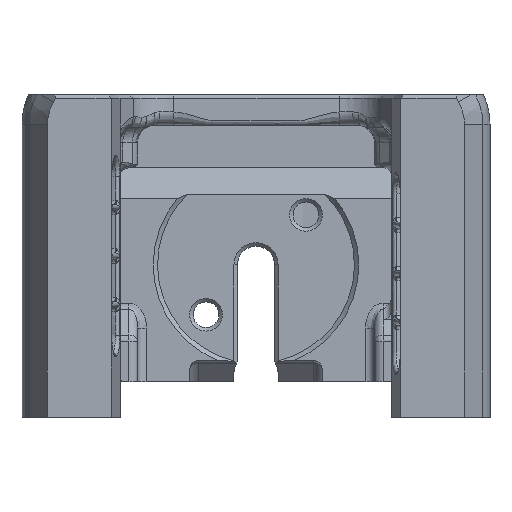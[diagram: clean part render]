
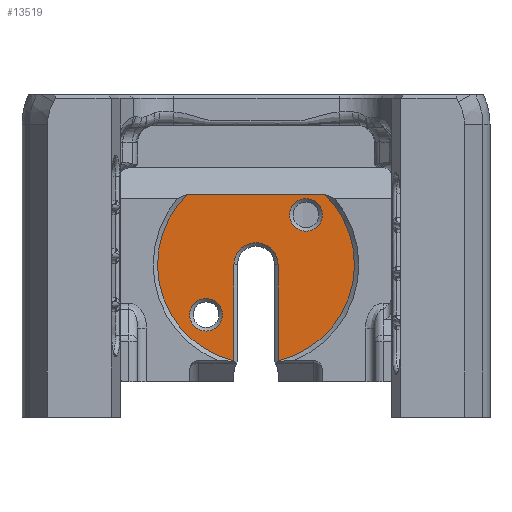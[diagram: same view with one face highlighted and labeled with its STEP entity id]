
A CAD part, front view. The second image highlights one B-rep face of the part: STEP entity #13519.
In plain terms, the highlighted planar face has unit normal (0, -1, 0).
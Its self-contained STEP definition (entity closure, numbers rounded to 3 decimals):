
#500=FACE_BOUND('',#2812,.T.);
#501=FACE_BOUND('',#2813,.T.);
#1222=PLANE('',#14821);
#1982=FACE_OUTER_BOUND('',#2811,.T.);
#2811=EDGE_LOOP('',(#12342,#12343,#12344,#12345,#12346,#12347));
#2812=EDGE_LOOP('',(#12348,#12349));
#2813=EDGE_LOOP('',(#12350,#12351));
#2962=CIRCLE('',#13732,2.5);
#2963=CIRCLE('',#13734,11.15);
#3144=CIRCLE('',#14007,11.15);
#3147=CIRCLE('',#14011,1.85);
#3148=CIRCLE('',#14012,1.85);
#3149=CIRCLE('',#14014,1.85);
#3150=CIRCLE('',#14015,1.85);
#4326=LINE('',#49046,#5098);
#4327=LINE('',#49047,#5099);
#4328=LINE('',#49048,#5100);
#5098=VECTOR('',#18112,1000.);
#5099=VECTOR('',#18113,1000.);
#5100=VECTOR('',#18114,1000.);
#5290=VERTEX_POINT('',#19189);
#5291=VERTEX_POINT('',#19191);
#5292=VERTEX_POINT('',#19195);
#5293=VERTEX_POINT('',#19196);
#5593=VERTEX_POINT('',#21374);
#5594=VERTEX_POINT('',#21375);
#5599=VERTEX_POINT('',#21397);
#5600=VERTEX_POINT('',#21399);
#5601=VERTEX_POINT('',#21403);
#5602=VERTEX_POINT('',#21405);
#6590=EDGE_CURVE('',#5291,#5290,#2962,.T.);
#6592=EDGE_CURVE('',#5292,#5293,#2963,.T.);
#6958=EDGE_CURVE('',#5593,#5594,#3144,.T.);
#6965=EDGE_CURVE('',#5600,#5599,#3147,.T.);
#6966=EDGE_CURVE('',#5599,#5600,#3148,.T.);
#6968=EDGE_CURVE('',#5602,#5601,#3149,.T.);
#6969=EDGE_CURVE('',#5601,#5602,#3150,.T.);
#8397=EDGE_CURVE('',#5293,#5291,#4326,.T.);
#8398=EDGE_CURVE('',#5290,#5593,#4327,.T.);
#8399=EDGE_CURVE('',#5594,#5292,#4328,.T.);
#12342=ORIENTED_EDGE('',*,*,#6592,.T.);
#12343=ORIENTED_EDGE('',*,*,#8397,.T.);
#12344=ORIENTED_EDGE('',*,*,#6590,.T.);
#12345=ORIENTED_EDGE('',*,*,#8398,.T.);
#12346=ORIENTED_EDGE('',*,*,#6958,.T.);
#12347=ORIENTED_EDGE('',*,*,#8399,.T.);
#12348=ORIENTED_EDGE('',*,*,#6968,.T.);
#12349=ORIENTED_EDGE('',*,*,#6969,.T.);
#12350=ORIENTED_EDGE('',*,*,#6965,.T.);
#12351=ORIENTED_EDGE('',*,*,#6966,.T.);
#13519=ADVANCED_FACE('',(#1982,#500,#501),#1222,.T.);
#13732=AXIS2_PLACEMENT_3D('',#19192,#15261,#15262);
#13734=AXIS2_PLACEMENT_3D('',#19197,#15266,#15267);
#14007=AXIS2_PLACEMENT_3D('',#21376,#15942,#15943);
#14011=AXIS2_PLACEMENT_3D('',#21400,#15951,#15952);
#14012=AXIS2_PLACEMENT_3D('',#21401,#15953,#15954);
#14014=AXIS2_PLACEMENT_3D('',#21406,#15958,#15959);
#14015=AXIS2_PLACEMENT_3D('',#21407,#15960,#15961);
#14821=AXIS2_PLACEMENT_3D('',#49045,#18110,#18111);
#15261=DIRECTION('center_axis',(0.,1.,0.));
#15262=DIRECTION('ref_axis',(0.,0.,
-1.));
#15266=DIRECTION('center_axis',(0.,-1.,0.));
#15267=DIRECTION('ref_axis',(0.,0.,
-1.));
#15942=DIRECTION('center_axis',(0.,-1.,0.));
#15943=DIRECTION('ref_axis',(0.,0.,
-1.));
#15951=DIRECTION('center_axis',(0.,1.,0.));
#15952=DIRECTION('ref_axis',(0.,0.,
-1.));
#15953=DIRECTION('center_axis',(0.,1.,0.));
#15954=DIRECTION('ref_axis',(0.,0.,
-1.));
#15958=DIRECTION('center_axis',(0.,1.,0.));
#15959=DIRECTION('ref_axis',(0.,0.,
-1.));
#15960=DIRECTION('center_axis',(0.,1.,0.));
#15961=DIRECTION('ref_axis',(0.,0.,
-1.));
#18110=DIRECTION('center_axis',(0.,-1.,0.));
#18111=DIRECTION('ref_axis',(-1.,0.,0.));
#18112=DIRECTION('',(0.,0.,1.));
#18113=DIRECTION('',(0.,0.,-1.));
#18114=DIRECTION('',(-1.,0.,0.));
#19189=CARTESIAN_POINT('',(2.5,-53.65,14.96));
#19191=CARTESIAN_POINT('',(-2.5,-53.65,14.96));
#19192=CARTESIAN_POINT('Origin',(0.,-53.65,
14.96));
#19195=CARTESIAN_POINT('',(-7.767,-53.65,22.96));
#19196=CARTESIAN_POINT('',(-2.5,-53.65,4.094));
#19197=CARTESIAN_POINT('Origin',(0.,-53.65,
14.96));
#21374=CARTESIAN_POINT('',(2.5,-53.65,4.094));
#21375=CARTESIAN_POINT('',(7.767,-53.65,22.96));
#21376=CARTESIAN_POINT('Origin',(0.,-53.65,
14.96));
#21397=CARTESIAN_POINT('',(-5.657,-53.65,11.153));
#21399=CARTESIAN_POINT('',(-5.657,-53.65,7.453));
#21400=CARTESIAN_POINT('Origin',(-5.657,-53.65,9.303));
#21401=CARTESIAN_POINT('Origin',(-5.657,-53.65,9.303));
#21403=CARTESIAN_POINT('',(5.657,-53.65,22.467));
#21405=CARTESIAN_POINT('',(5.657,-53.65,18.767));
#21406=CARTESIAN_POINT('Origin',(5.657,-53.65,20.617));
#21407=CARTESIAN_POINT('Origin',(5.657,-53.65,20.617));
#49045=CARTESIAN_POINT('Origin',(2.,-53.65,3.21));
#49046=CARTESIAN_POINT('',(-2.5,-53.65,3.21));
#49047=CARTESIAN_POINT('',(2.5,-53.65,3.21));
#49048=CARTESIAN_POINT('',(2.,-53.65,22.96));
